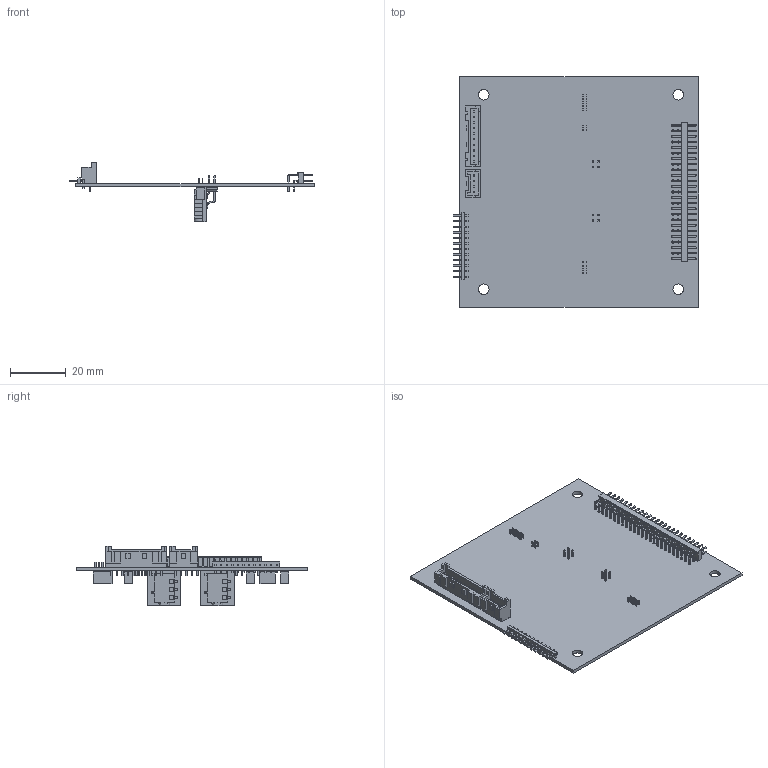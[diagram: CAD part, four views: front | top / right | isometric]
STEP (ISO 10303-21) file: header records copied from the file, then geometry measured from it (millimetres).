
FILE_DESCRIPTION(/* description */ (''),/* implementation_level */ '2;1');
FILE_NAME(/* name */ 'B4_EM_FAB_Simple v30.step',/* time_stamp */ '2021-05-20T07:28:41+09:00',/* author */ (''),/* organization */ (''),/* preprocessor_version */ 'ST-DEVELOPER v18.1',/* originating_system */ 'Autodesk Translation Framework v10.6.0.1341',/* authorisation */ '');
FILE_SCHEMA (('AUTOMOTIVE_DESIGN { 1 0 10303 214 3 1 1 }'));
Length unit declared in the file: millimetre
Products named in the file (70): B4_EM_FAB_Simple; B3_internal_board; B3_50pinL; CN401; 689264232; 689264368; 689264504; 689264640; 689264640_1; 689264504_1; 689264640_2; 689264504_2; 689264640_3; 689264504_3; 689264640_4; 689264504_4; 689264640_5; 689264504_5; 689264640_6; 689264504_6; 689264640_7; 689264504_7; 689264640_8; 689264504_8; 689264640_9; 689264504_9; 689264640_10; 689264504_10; 689264640_11; Extruded_20; 689264504_11; Extruded_19; 689264232_1; 689264232_2; 689264232_3; 689264232_4; 689264232_5; 689264232_6; 689264232_7; 689264232_8 ...
Assembly tree (104 placements, depth 4):
  B4_EM_FAB_Simple
    B3_internal_board
    B3_50pinL
    CN401
      689264232
        Extruded_17
      689264368
      689264504
        Extruded_19
      689264640
        Extruded_20
      689264640_1
        Extruded_20
      689264504_1
        Extruded_19
      689264640_2
        Extruded_20
      689264504_2
        Extruded_19
      689264640_3
        Extruded_20
      689264504_3
        Extruded_19
      689264640_4
        Extruded_20
      689264504_4
        Extruded_19
      689264640_5
        Extruded_20
      689264504_5
        Extruded_19
      689264640_6
        Extruded_20
      689264504_6
        Extruded_19
      689264640_7
        Extruded_20
      689264504_7
        Extruded_19
      689264640_8
        Extruded_20
      689264504_8
        Extruded_19
      689264640_9
        Extruded_20
      689264504_9
        Extruded_19
      689264640_10
        Extruded_20
      689264504_10
        Extruded_19
      689264640_11
        Extruded_20
      689264504_11
        Extruded_19
      689264232_1
        Extruded_17
      689264232_2
        Extruded_17
      689264232_3
Bounding box: 88.2 x 83 x 21.5 mm (x, y, z)
Volume: 10809 mm3; surface area: 20614.5 mm2
Topology: 55 solids, 55 shells, 2417 faces, 5638 edges, 3530 vertices
Faces by surface type: plane 1839, cylinder 570, torus 4, cone 4
Full cylindrical faces by diameter (mm): 0.75 x44, 0.755 x2, 0.762 x2, 0.768 x2, 0.8 x2, 1.3 x2, 1.8 x2, 3.8 x4
Entity records: 62116 total; most frequent: CARTESIAN_POINT 10401, DIRECTION 10314, ORIENTED_EDGE 9972, EDGE_CURVE 4986, LINE 4204, VECTOR 4204, VERTEX_POINT 3106, AXIS2_PLACEMENT_3D 3055
